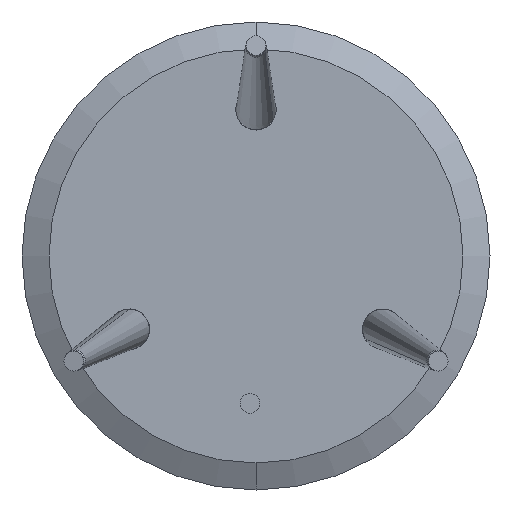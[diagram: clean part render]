
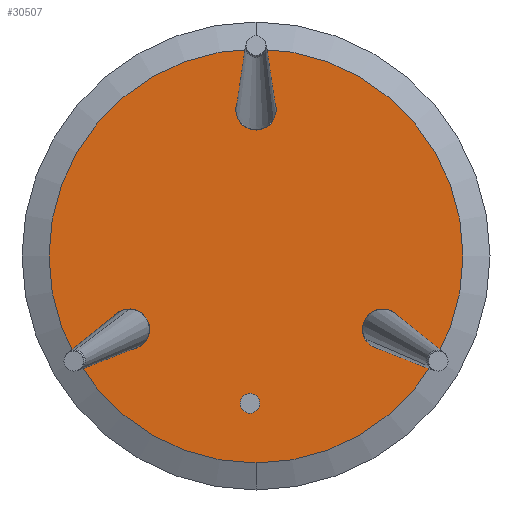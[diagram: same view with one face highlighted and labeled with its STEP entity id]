
A CAD part, front view. The second image highlights one B-rep face of the part: STEP entity #30507.
In plain terms, the highlighted planar face has unit normal (0, -1, 0).
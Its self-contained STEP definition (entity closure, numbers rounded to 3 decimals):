
#56 = PLANE ( 'NONE',  #47658 ) ;
#94 = CARTESIAN_POINT ( 'NONE',  ( 45., -12.5, 140. ) ) ;
#647 = CARTESIAN_POINT ( 'NONE',  ( 121.244, -12.5, -70. ) ) ;
#2455 = CARTESIAN_POINT ( 'NONE',  ( 121.244, -12.5, -70. ) ) ;
#4609 = CARTESIAN_POINT ( 'NONE',  ( -118.269, -12.5, -81.124 ) ) ;
#5010 = CARTESIAN_POINT ( 'NONE',  ( -118.269, -12.5, -126.295 ) ) ;
#6450 = CARTESIAN_POINT ( 'NONE',  ( 163.791, -12.5, -81.723 ) ) ;
#6809 =( BOUNDED_CURVE ( )  B_SPLINE_CURVE ( 3, ( #25257, #39661, #34864, #53198 ),
 .UNSPECIFIED., .F., .F. ) 
 B_SPLINE_CURVE_WITH_KNOTS ( ( 4, 4 ),
 ( 0., 2.625 ),
 .UNSPECIFIED. ) 
 CURVE ( )  GEOMETRIC_REPRESENTATION_ITEM ( )  RATIONAL_B_SPLINE_CURVE ( ( 1., 0.504, 0.504, 1. ) ) 
 REPRESENTATION_ITEM ( '' )  );
#7111 = CARTESIAN_POINT ( 'NONE',  ( 118.269, -12.5, -126.295 ) ) ;
#7701 = EDGE_LOOP ( 'NONE', ( #56768, #22543, #48691 ) ) ;
#8174 = EDGE_CURVE ( 'NONE', #38386, #20539, #39136, .T. ) ;
#8279 = VERTEX_POINT ( 'NONE', #37085 ) ;
#8772 = VERTEX_POINT ( 'NONE', #36938 ) ;
#9399 = CARTESIAN_POINT ( 'NONE',  ( 0., -12.5, 185.694 ) ) ;
#10828 = CIRCLE ( 'NONE', #44454, 230. ) ;
#11235 = CARTESIAN_POINT ( 'NONE',  ( -163.791, -12.5, -126.894 ) ) ;
#11249 = ORIENTED_EDGE ( 'NONE', *, *, #8174, .F. ) ;
#12818 = DIRECTION ( 'NONE',  ( 0., 0., 1. ) ) ;
#13130 = EDGE_CURVE ( 'NONE', #38433, #39853, #13861, .T. ) ;
#13861 =( BOUNDED_CURVE ( )  B_SPLINE_CURVE ( 3, ( #14345, #11235, #5010, #41385 ),
 .UNSPECIFIED., .F., .F. ) 
 B_SPLINE_CURVE_WITH_KNOTS ( ( 4, 4 ),
 ( 2.625, 5.766 ),
 .UNSPECIFIED. ) 
 CURVE ( )  GEOMETRIC_REPRESENTATION_ITEM ( )  RATIONAL_B_SPLINE_CURVE ( ( 1., 0.333, 0.333, 1. ) ) 
 REPRESENTATION_ITEM ( '' )  );
#14345 = CARTESIAN_POINT ( 'NONE',  ( -163.791, -12.5, -81.723 ) ) ;
#15417 = EDGE_CURVE ( 'NONE', #35197, #51035, #16648, .T. ) ;
#15921 = DIRECTION ( 'NONE',  ( 0., -1., 0. ) ) ;
#16307 = ORIENTED_EDGE ( 'NONE', *, *, #16501, .F. ) ;
#16480 = EDGE_CURVE ( 'NONE', #51035, #35197, #10828, .T. ) ;
#16501 = EDGE_CURVE ( 'NONE', #8772, #46700, #50717, .T. ) ;
#16648 = CIRCLE ( 'NONE', #29113, 230. ) ;
#17830 = CARTESIAN_POINT ( 'NONE',  ( 0., -12.5, 140. ) ) ;
#18755 = CARTESIAN_POINT ( 'NONE',  ( 0., -12.5, 140. ) ) ;
#18991 = CARTESIAN_POINT ( 'NONE',  ( 118.269, -12.5, -77.188 ) ) ;
#19299 = FACE_OUTER_BOUND ( 'NONE', #20980, .T. ) ;
#19579 = CARTESIAN_POINT ( 'NONE',  ( 119.283, -12.5, -73.396 ) ) ;
#20130 = CARTESIAN_POINT ( 'NONE',  ( 0., -12.5, 0. ) ) ;
#20453 = CARTESIAN_POINT ( 'NONE',  ( 0., -12.5, 140. ) ) ;
#20539 = VERTEX_POINT ( 'NONE', #9399 ) ;
#20904 =( BOUNDED_CURVE ( )  B_SPLINE_CURVE ( 3, ( #647, #19579, #18991, #27708 ),
 .UNSPECIFIED., .F., .F. ) 
 B_SPLINE_CURVE_WITH_KNOTS ( ( 4, 4 ),
 ( 0., 0.517 ),
 .UNSPECIFIED. ) 
 CURVE ( )  GEOMETRIC_REPRESENTATION_ITEM ( )  RATIONAL_B_SPLINE_CURVE ( ( 1., 0.978, 0.978, 1. ) ) 
 REPRESENTATION_ITEM ( '' )  );
#20980 = EDGE_LOOP ( 'NONE', ( #36338, #27063 ) ) ;
#21259 = CARTESIAN_POINT ( 'NONE',  ( 163.791, -12.5, -81.723 ) ) ;
#21463 = CARTESIAN_POINT ( 'NONE',  ( -121.244, -12.5, -70. ) ) ;
#21936 = EDGE_CURVE ( 'NONE', #46700, #52679, #46508, .T. ) ;
#22543 = ORIENTED_EDGE ( 'NONE', *, *, #26986, .F. ) ;
#22646 = CARTESIAN_POINT ( 'NONE',  ( -45., -12.5, 185.694 ) ) ;
#24004 = EDGE_CURVE ( 'NONE', #20539, #38386, #28593, .T. ) ;
#24219 = EDGE_CURVE ( 'NONE', #52679, #8772, #20904, .T. ) ;
#25257 = CARTESIAN_POINT ( 'NONE',  ( -121.244, -12.5, -70. ) ) ;
#25664 = CARTESIAN_POINT ( 'NONE',  ( -119.283, -12.5, -73.396 ) ) ;
#25756 = CARTESIAN_POINT ( 'NONE',  ( 0., -12.5, 0. ) ) ;
#26660 = CARTESIAN_POINT ( 'NONE',  ( 118.269, -12.5, -81.124 ) ) ;
#26986 = EDGE_CURVE ( 'NONE', #39853, #8279, #53899, .T. ) ;
#27063 = ORIENTED_EDGE ( 'NONE', *, *, #16480, .T. ) ;
#27708 = CARTESIAN_POINT ( 'NONE',  ( 118.269, -12.5, -81.124 ) ) ;
#28593 =( BOUNDED_CURVE ( )  B_SPLINE_CURVE ( 3, ( #40654, #22646, #59015, #17830 ),
 .UNSPECIFIED., .F., .F. ) 
 B_SPLINE_CURVE_WITH_KNOTS ( ( 4, 4 ),
 ( 3.142, 6.283 ),
 .UNSPECIFIED. ) 
 CURVE ( )  GEOMETRIC_REPRESENTATION_ITEM ( )  RATIONAL_B_SPLINE_CURVE ( ( 1., 0.333, 0.333, 1. ) ) 
 REPRESENTATION_ITEM ( '' )  );
#29113 = AXIS2_PLACEMENT_3D ( 'NONE', #20130, #15921, #48367 ) ;
#30507 = ADVANCED_FACE ( 'NONE', ( #37924, #19299, #32241, #46664 ), #56, .F. ) ;
#32241 = FACE_BOUND ( 'NONE', #58282, .T. ) ;
#32573 = CARTESIAN_POINT ( 'NONE',  ( 45., -12.5, 185.694 ) ) ;
#34864 = CARTESIAN_POINT ( 'NONE',  ( -163.791, -12.5, -52.827 ) ) ;
#35197 = VERTEX_POINT ( 'NONE', #39066 ) ;
#35376 = CARTESIAN_POINT ( 'NONE',  ( 163.791, -12.5, -126.894 ) ) ;
#36338 = ORIENTED_EDGE ( 'NONE', *, *, #15417, .T. ) ;
#36938 = CARTESIAN_POINT ( 'NONE',  ( 118.269, -12.5, -81.124 ) ) ;
#37085 = CARTESIAN_POINT ( 'NONE',  ( -121.244, -12.5, -70. ) ) ;
#37924 = FACE_BOUND ( 'NONE', #48903, .T. ) ;
#38386 = VERTEX_POINT ( 'NONE', #20453 ) ;
#38433 = VERTEX_POINT ( 'NONE', #47488 ) ;
#38667 = EDGE_CURVE ( 'NONE', #8279, #38433, #6809, .T. ) ;
#39066 = CARTESIAN_POINT ( 'NONE',  ( 0., -12.5, 230. ) ) ;
#39136 =( BOUNDED_CURVE ( )  B_SPLINE_CURVE ( 3, ( #18755, #94, #32573, #45811 ),
 .UNSPECIFIED., .F., .F. ) 
 B_SPLINE_CURVE_WITH_KNOTS ( ( 4, 4 ),
 ( 0., 3.142 ),
 .UNSPECIFIED. ) 
 CURVE ( )  GEOMETRIC_REPRESENTATION_ITEM ( )  RATIONAL_B_SPLINE_CURVE ( ( 1., 0.333, 0.333, 1. ) ) 
 REPRESENTATION_ITEM ( '' )  );
#39661 = CARTESIAN_POINT ( 'NONE',  ( -135.637, -12.5, -45.07 ) ) ;
#39853 = VERTEX_POINT ( 'NONE', #4609 ) ;
#40654 = CARTESIAN_POINT ( 'NONE',  ( 0., -12.5, 185.694 ) ) ;
#41385 = CARTESIAN_POINT ( 'NONE',  ( -118.269, -12.5, -81.124 ) ) ;
#41542 = DIRECTION ( 'NONE',  ( 0., 1., 0. ) ) ;
#43650 = CARTESIAN_POINT ( 'NONE',  ( 163.791, -12.5, -52.827 ) ) ;
#44088 = DIRECTION ( 'NONE',  ( 0., -1., 0. ) ) ;
#44246 = CARTESIAN_POINT ( 'NONE',  ( 135.637, -12.5, -45.07 ) ) ;
#44454 = AXIS2_PLACEMENT_3D ( 'NONE', #25756, #44088, #12818 ) ;
#45811 = CARTESIAN_POINT ( 'NONE',  ( 0., -12.5, 185.694 ) ) ;
#46508 =( BOUNDED_CURVE ( )  B_SPLINE_CURVE ( 3, ( #47552, #43650, #44246, #2455 ),
 .UNSPECIFIED., .F., .F. ) 
 B_SPLINE_CURVE_WITH_KNOTS ( ( 4, 4 ),
 ( 3.659, 6.283 ),
 .UNSPECIFIED. ) 
 CURVE ( )  GEOMETRIC_REPRESENTATION_ITEM ( )  RATIONAL_B_SPLINE_CURVE ( ( 1., 0.504, 0.504, 1. ) ) 
 REPRESENTATION_ITEM ( '' )  );
#46664 = FACE_BOUND ( 'NONE', #7701, .T. ) ;
#46700 = VERTEX_POINT ( 'NONE', #6450 ) ;
#47488 = CARTESIAN_POINT ( 'NONE',  ( -163.791, -12.5, -81.723 ) ) ;
#47552 = CARTESIAN_POINT ( 'NONE',  ( 163.791, -12.5, -81.723 ) ) ;
#47658 = AXIS2_PLACEMENT_3D ( 'NONE', #50579, #41542, #56279 ) ;
#48367 = DIRECTION ( 'NONE',  ( 0., 0., 1. ) ) ;
#48421 = CARTESIAN_POINT ( 'NONE',  ( 121.244, -12.5, -70. ) ) ;
#48691 = ORIENTED_EDGE ( 'NONE', *, *, #13130, .F. ) ;
#48903 = EDGE_LOOP ( 'NONE', ( #49267, #50655, #16307 ) ) ;
#49267 = ORIENTED_EDGE ( 'NONE', *, *, #24219, .F. ) ;
#50579 = CARTESIAN_POINT ( 'NONE',  ( 0., -12.5, 0. ) ) ;
#50655 = ORIENTED_EDGE ( 'NONE', *, *, #21936, .F. ) ;
#50717 =( BOUNDED_CURVE ( )  B_SPLINE_CURVE ( 3, ( #26660, #7111, #35376, #21259 ),
 .UNSPECIFIED., .F., .F. ) 
 B_SPLINE_CURVE_WITH_KNOTS ( ( 4, 4 ),
 ( 0.517, 3.659 ),
 .UNSPECIFIED. ) 
 CURVE ( )  GEOMETRIC_REPRESENTATION_ITEM ( )  RATIONAL_B_SPLINE_CURVE ( ( 1., 0.333, 0.333, 1. ) ) 
 REPRESENTATION_ITEM ( '' )  );
#51035 = VERTEX_POINT ( 'NONE', #58721 ) ;
#51239 = ORIENTED_EDGE ( 'NONE', *, *, #24004, .F. ) ;
#52679 = VERTEX_POINT ( 'NONE', #48421 ) ;
#53198 = CARTESIAN_POINT ( 'NONE',  ( -163.791, -12.5, -81.723 ) ) ;
#53899 =( BOUNDED_CURVE ( )  B_SPLINE_CURVE ( 3, ( #57229, #57822, #25664, #21463 ),
 .UNSPECIFIED., .F., .F. ) 
 B_SPLINE_CURVE_WITH_KNOTS ( ( 4, 4 ),
 ( 5.766, 6.283 ),
 .UNSPECIFIED. ) 
 CURVE ( )  GEOMETRIC_REPRESENTATION_ITEM ( )  RATIONAL_B_SPLINE_CURVE ( ( 1., 0.978, 0.978, 1. ) ) 
 REPRESENTATION_ITEM ( '' )  );
#56279 = DIRECTION ( 'NONE',  ( 0., 0., 1. ) ) ;
#56768 = ORIENTED_EDGE ( 'NONE', *, *, #38667, .F. ) ;
#57229 = CARTESIAN_POINT ( 'NONE',  ( -118.269, -12.5, -81.124 ) ) ;
#57822 = CARTESIAN_POINT ( 'NONE',  ( -118.269, -12.5, -77.188 ) ) ;
#58282 = EDGE_LOOP ( 'NONE', ( #11249, #51239 ) ) ;
#58721 = CARTESIAN_POINT ( 'NONE',  ( 0., -12.5, -230. ) ) ;
#59015 = CARTESIAN_POINT ( 'NONE',  ( -45., -12.5, 140. ) ) ;
